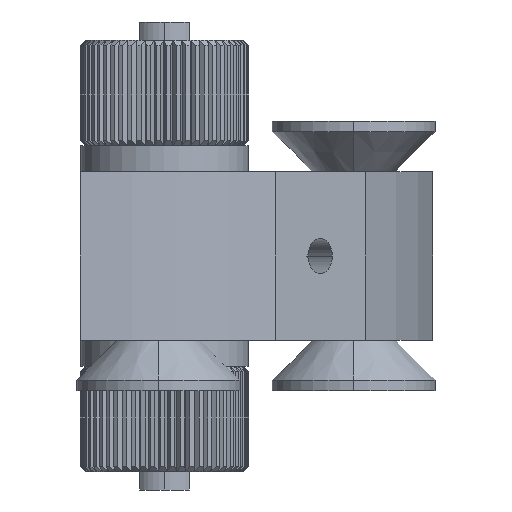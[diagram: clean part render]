
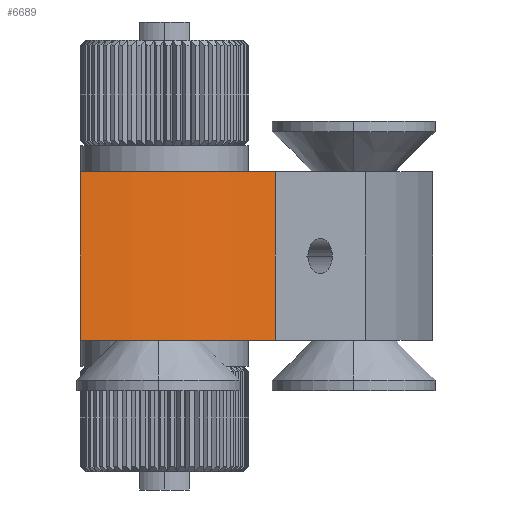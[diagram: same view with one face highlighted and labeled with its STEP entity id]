
A CAD part, left-side view. The second image highlights one B-rep face of the part: STEP entity #6689.
In plain terms, the highlighted cylindrical face has radius 37 mm (diameter 74 mm), a partial arc.
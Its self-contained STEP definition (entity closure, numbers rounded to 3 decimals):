
#826 = AXIS2_PLACEMENT_3D ( 'NONE', #8840, #14517, #6181 ) ;
#1413 = VERTEX_POINT ( 'NONE', #16617 ) ;
#1646 = DIRECTION ( 'NONE',  ( 0., 0., 1. ) ) ;
#1706 = CARTESIAN_POINT ( 'NONE',  ( 2.68, 1.898, -8. ) ) ;
#2551 = CARTESIAN_POINT ( 'NONE',  ( -27.416, -19.625, -8. ) ) ;
#3034 = EDGE_LOOP ( 'NONE', ( #5105, #8756, #17637, #12415 ) ) ;
#3148 = VERTEX_POINT ( 'NONE', #17255 ) ;
#3700 = AXIS2_PLACEMENT_3D ( 'NONE', #1706, #1646, #4444 ) ;
#4052 = CARTESIAN_POINT ( 'NONE',  ( 2.68, 1.898, 8. ) ) ;
#4444 = DIRECTION ( 'NONE',  ( 1., 0., 0. ) ) ;
#5105 = ORIENTED_EDGE ( 'NONE', *, *, #5479, .T. ) ;
#5479 = EDGE_CURVE ( 'NONE', #1413, #10474, #14167, .T. ) ;
#5635 = VECTOR ( 'NONE', #7550, 1000. ) ;
#6181 = DIRECTION ( 'NONE',  ( -1., 0., 0. ) ) ;
#6507 = LINE ( 'NONE', #16070, #5635 ) ;
#6689 = ADVANCED_FACE ( 'NONE', ( #16928 ), #11057, .T. ) ;
#6842 = DIRECTION ( 'NONE',  ( 1., 0., 0. ) ) ;
#7443 = EDGE_CURVE ( 'NONE', #3148, #10474, #7790, .T. ) ;
#7550 = DIRECTION ( 'NONE',  ( 0., 0., -1. ) ) ;
#7704 = EDGE_CURVE ( 'NONE', #8671, #3148, #15004, .T. ) ;
#7790 = LINE ( 'NONE', #9704, #11060 ) ;
#7956 = CARTESIAN_POINT ( 'NONE',  ( -34.199, -1.102, 8. ) ) ;
#8098 = EDGE_CURVE ( 'NONE', #8671, #1413, #6507, .T. ) ;
#8671 = VERTEX_POINT ( 'NONE', #7956 ) ;
#8727 = AXIS2_PLACEMENT_3D ( 'NONE', #4052, #13965, #6842 ) ;
#8756 = ORIENTED_EDGE ( 'NONE', *, *, #7443, .F. ) ;
#8840 = CARTESIAN_POINT ( 'NONE',  ( 2.68, 1.898, 8. ) ) ;
#9704 = CARTESIAN_POINT ( 'NONE',  ( -27.416, -19.625, 8. ) ) ;
#9769 = DIRECTION ( 'NONE',  ( 0., 0., -1. ) ) ;
#10474 = VERTEX_POINT ( 'NONE', #2551 ) ;
#11057 = CYLINDRICAL_SURFACE ( 'NONE', #826, 37. ) ;
#11060 = VECTOR ( 'NONE', #9769, 1000. ) ;
#12415 = ORIENTED_EDGE ( 'NONE', *, *, #8098, .T. ) ;
#13965 = DIRECTION ( 'NONE',  ( 0., 0., 1. ) ) ;
#14167 = CIRCLE ( 'NONE', #3700, 37. ) ;
#14517 = DIRECTION ( 'NONE',  ( 0., 0., -1. ) ) ;
#15004 = CIRCLE ( 'NONE', #8727, 37. ) ;
#16070 = CARTESIAN_POINT ( 'NONE',  ( -34.199, -1.102, 8. ) ) ;
#16617 = CARTESIAN_POINT ( 'NONE',  ( -34.199, -1.102, -8. ) ) ;
#16928 = FACE_OUTER_BOUND ( 'NONE', #3034, .T. ) ;
#17255 = CARTESIAN_POINT ( 'NONE',  ( -27.416, -19.625, 8. ) ) ;
#17637 = ORIENTED_EDGE ( 'NONE', *, *, #7704, .F. ) ;
